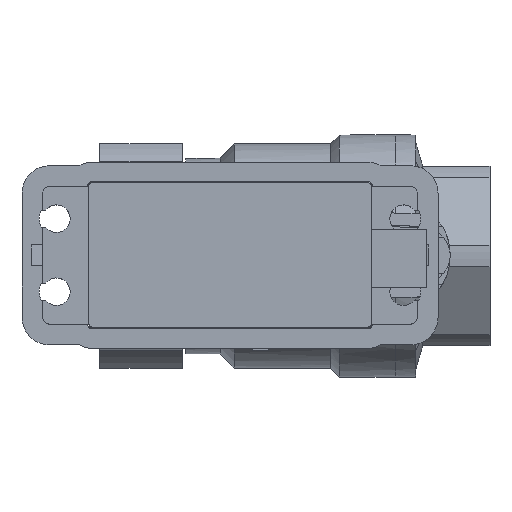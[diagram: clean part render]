
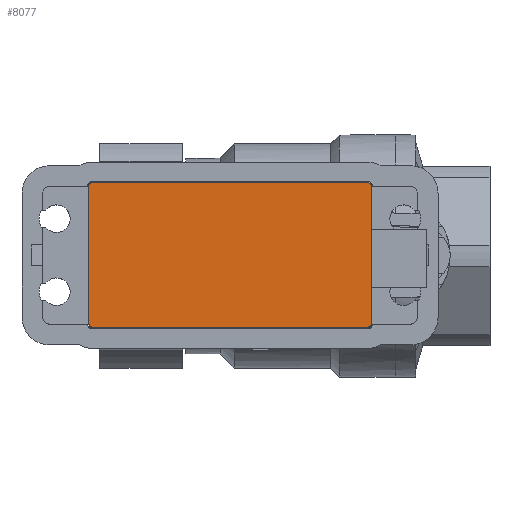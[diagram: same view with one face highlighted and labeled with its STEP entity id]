
A CAD part, top view. The second image highlights one B-rep face of the part: STEP entity #8077.
In plain terms, the highlighted face is planar.
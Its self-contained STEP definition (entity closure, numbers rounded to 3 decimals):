
#483=CIRCLE('',#8661,0.5);
#484=CIRCLE('',#8662,0.5);
#485=CIRCLE('',#8663,0.5);
#486=CIRCLE('',#8664,0.5);
#898=FACE_OUTER_BOUND('',#1361,.T.);
#1361=EDGE_LOOP('',(#5640,#5641,#5642,#5643,#5644,#5645,#5646,#5647));
#1929=LINE('',#11692,#2670);
#1930=LINE('',#11696,#2671);
#1931=LINE('',#11700,#2672);
#1932=LINE('',#11703,#2673);
#2670=VECTOR('',#9582,10.);
#2671=VECTOR('',#9585,10.);
#2672=VECTOR('',#9588,10.);
#2673=VECTOR('',#9591,10.);
#3387=VERTEX_POINT('',#11688);
#3388=VERTEX_POINT('',#11689);
#3389=VERTEX_POINT('',#11691);
#3390=VERTEX_POINT('',#11693);
#3391=VERTEX_POINT('',#11695);
#3392=VERTEX_POINT('',#11697);
#3393=VERTEX_POINT('',#11699);
#3394=VERTEX_POINT('',#11701);
#4247=EDGE_CURVE('',#3387,#3388,#483,.T.);
#4248=EDGE_CURVE('',#3389,#3387,#1929,.T.);
#4249=EDGE_CURVE('',#3390,#3389,#484,.T.);
#4250=EDGE_CURVE('',#3391,#3390,#1930,.T.);
#4251=EDGE_CURVE('',#3392,#3391,#485,.T.);
#4252=EDGE_CURVE('',#3393,#3392,#1931,.T.);
#4253=EDGE_CURVE('',#3394,#3393,#486,.T.);
#4254=EDGE_CURVE('',#3388,#3394,#1932,.T.);
#5640=ORIENTED_EDGE('',*,*,#4247,.F.);
#5641=ORIENTED_EDGE('',*,*,#4248,.F.);
#5642=ORIENTED_EDGE('',*,*,#4249,.F.);
#5643=ORIENTED_EDGE('',*,*,#4250,.F.);
#5644=ORIENTED_EDGE('',*,*,#4251,.F.);
#5645=ORIENTED_EDGE('',*,*,#4252,.F.);
#5646=ORIENTED_EDGE('',*,*,#4253,.F.);
#5647=ORIENTED_EDGE('',*,*,#4254,.F.);
#7806=PLANE('',#8660);
#8077=ADVANCED_FACE('',(#898),#7806,.F.);
#8660=AXIS2_PLACEMENT_3D('',#11687,#9578,#9579);
#8661=AXIS2_PLACEMENT_3D('',#11690,#9580,#9581);
#8662=AXIS2_PLACEMENT_3D('',#11694,#9583,#9584);
#8663=AXIS2_PLACEMENT_3D('',#11698,#9586,#9587);
#8664=AXIS2_PLACEMENT_3D('',#11702,#9589,#9590);
#9578=DIRECTION('center_axis',(0.,0.,1.));
#9579=DIRECTION('ref_axis',(1.,0.,0.));
#9580=DIRECTION('center_axis',(0.,0.,1.));
#9581=DIRECTION('ref_axis',(-0.707,0.707,0.));
#9582=DIRECTION('',(-1.,0.,0.));
#9583=DIRECTION('center_axis',(0.,0.,1.));
#9584=DIRECTION('ref_axis',(0.707,0.707,0.));
#9585=DIRECTION('',(0.,1.,0.));
#9586=DIRECTION('center_axis',(0.,0.,1.));
#9587=DIRECTION('ref_axis',(0.707,-0.707,0.));
#9588=DIRECTION('',(1.,0.,0.));
#9589=DIRECTION('center_axis',(0.,0.,1.));
#9590=DIRECTION('ref_axis',(-0.707,-0.707,0.));
#9591=DIRECTION('',(0.,-1.,0.));
#11687=CARTESIAN_POINT('Origin',(20.5,10.5,0.));
#11688=CARTESIAN_POINT('',(0.5,21.,0.));
#11689=CARTESIAN_POINT('',(0.,20.5,0.));
#11690=CARTESIAN_POINT('Origin',(0.5,20.5,0.));
#11691=CARTESIAN_POINT('',(40.5,21.,0.));
#11692=CARTESIAN_POINT('',(41.,21.,0.));
#11693=CARTESIAN_POINT('',(41.,20.5,0.));
#11694=CARTESIAN_POINT('Origin',(40.5,20.5,0.));
#11695=CARTESIAN_POINT('',(41.,0.5,0.));
#11696=CARTESIAN_POINT('',(41.,0.,0.));
#11697=CARTESIAN_POINT('',(40.5,0.,0.));
#11698=CARTESIAN_POINT('Origin',(40.5,0.5,0.));
#11699=CARTESIAN_POINT('',(0.5,0.,0.));
#11700=CARTESIAN_POINT('',(0.,0.,0.));
#11701=CARTESIAN_POINT('',(0.,0.5,0.));
#11702=CARTESIAN_POINT('Origin',(0.5,0.5,0.));
#11703=CARTESIAN_POINT('',(0.,21.,0.));
